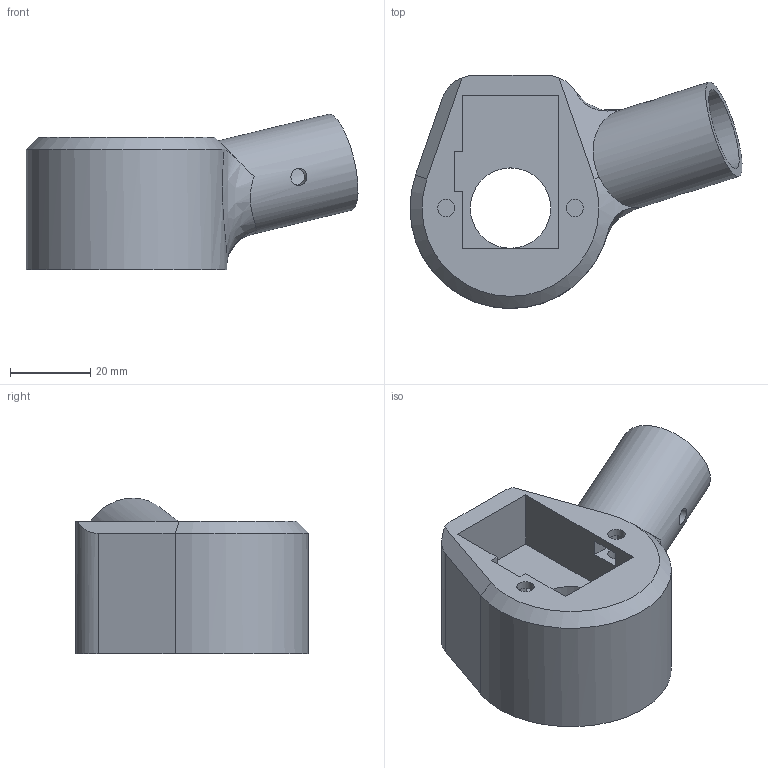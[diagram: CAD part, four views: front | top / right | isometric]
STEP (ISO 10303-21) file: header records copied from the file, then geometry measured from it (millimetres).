
FILE_DESCRIPTION(/* description */ (''),/* implementation_level */ '2;1');
FILE_NAME(/* name */ 'DMS Front Left.stp',/* time_stamp */ '2020-12-05T18:17:22+01:00',/* author */ (''),/* organization */ (''),/* preprocessor_version */ 'ST-DEVELOPER v18.1',/* originating_system */ 'Autodesk Translation Framework v9.3.0.1241',/* authorisation */ '');
FILE_SCHEMA (('AUTOMOTIVE_DESIGN { 1 0 10303 214 3 1 1 }'));
Length unit declared in the file: millimetre
Products named in the file (1): DMS - Front - Left
Bounding box: 82.61 x 57.99 x 38.78 mm (x, y, z)
Volume: 57946.8 mm3; surface area: 17986.9 mm2
Topology: 1 solids, 1 shells, 52 faces, 134 edges, 89 vertices
Faces by surface type: plane 32, cylinder 14, bspline 5, cone 1
Full cylindrical faces by diameter (mm): 4.2 x2, 4.3 x4, 20 x1, 20.6 x1, 24.6 x1, 28 x1, 42 x1
Entity records: 1963 total; most frequent: CARTESIAN_POINT 653, ORIENTED_EDGE 268, DIRECTION 243, EDGE_CURVE 134, VERTEX_POINT 89, AXIS2_PLACEMENT_3D 83, LINE 77, VECTOR 77
